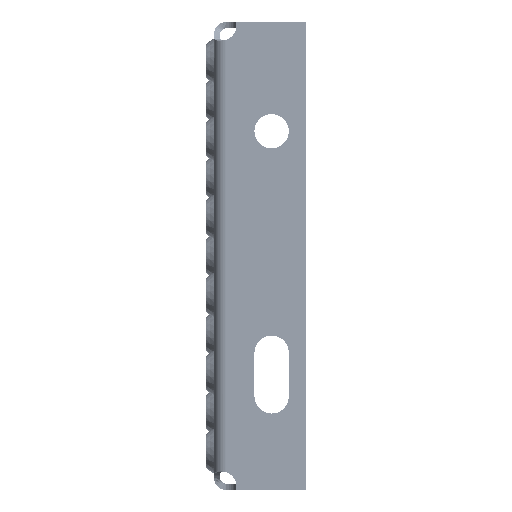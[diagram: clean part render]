
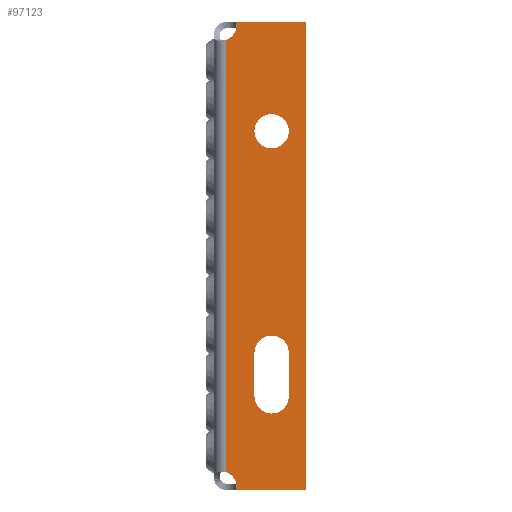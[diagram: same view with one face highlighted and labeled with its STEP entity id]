
A CAD part, left-side view. The second image highlights one B-rep face of the part: STEP entity #97123.
In plain terms, the highlighted planar face has unit normal (-1, 0, 0).
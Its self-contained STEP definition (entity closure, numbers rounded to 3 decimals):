
#382 = PLANE ( 'NONE',  #73298 ) ;
#940 = CARTESIAN_POINT ( 'NONE',  ( -300., -12.998, -74. ) ) ;
#1025 = ORIENTED_EDGE ( 'NONE', *, *, #63153, .T. ) ;
#1877 = CIRCLE ( 'NONE', #19547, 5.5 ) ;
#2333 = CIRCLE ( 'NONE', #21693, 5.5 ) ;
#3635 = VECTOR ( 'NONE', #65132, 1000. ) ;
#3830 = DIRECTION ( 'NONE',  ( 0., 0., 1. ) ) ;
#4817 = DIRECTION ( 'NONE',  ( -1., 0., 0. ) ) ;
#4983 = VERTEX_POINT ( 'NONE', #5498 ) ;
#5005 = EDGE_CURVE ( 'NONE', #12550, #4983, #18594, .T. ) ;
#5498 = CARTESIAN_POINT ( 'NONE',  ( -300., -7.187, -75. ) ) ;
#8030 = DIRECTION ( 'NONE',  ( 0., 0., 1. ) ) ;
#8106 = EDGE_CURVE ( 'NONE', #8296, #82926, #61324, .T. ) ;
#8296 = VERTEX_POINT ( 'NONE', #79682 ) ;
#8843 = CARTESIAN_POINT ( 'NONE',  ( -300., -29.498, 75. ) ) ;
#10881 = VERTEX_POINT ( 'NONE', #36446 ) ;
#11694 = CARTESIAN_POINT ( 'NONE',  ( -300., -29.498, -75. ) ) ;
#12518 = EDGE_LOOP ( 'NONE', ( #68531, #37682 ) ) ;
#12550 = VERTEX_POINT ( 'NONE', #88792 ) ;
#15036 = VECTOR ( 'NONE', #16241, 1000. ) ;
#16219 = ORIENTED_EDGE ( 'NONE', *, *, #28012, .F. ) ;
#16241 = DIRECTION ( 'NONE',  ( 0., 0., -1. ) ) ;
#16757 = CARTESIAN_POINT ( 'NONE',  ( -300., -18.498, 40. ) ) ;
#18594 = CIRCLE ( 'NONE', #95072, 5. ) ;
#19547 = AXIS2_PLACEMENT_3D ( 'NONE', #16757, #69983, #24423 ) ;
#19564 = CARTESIAN_POINT ( 'NONE',  ( -300., -7.187, -75. ) ) ;
#21693 = AXIS2_PLACEMENT_3D ( 'NONE', #71254, #25686, #78918 ) ;
#21829 = FACE_BOUND ( 'NONE', #55195, .T. ) ;
#24423 = DIRECTION ( 'NONE',  ( 0., -1., 0. ) ) ;
#25686 = DIRECTION ( 'NONE',  ( -1., 0., 0. ) ) ;
#25927 = LINE ( 'NONE', #49420, #64038 ) ;
#27827 = AXIS2_PLACEMENT_3D ( 'NONE', #31745, #85006, #39380 ) ;
#28012 = EDGE_CURVE ( 'NONE', #94909, #63535, #2333, .T. ) ;
#28905 = AXIS2_PLACEMENT_3D ( 'NONE', #50399, #4817, #58073 ) ;
#30507 = LINE ( 'NONE', #98480, #70975 ) ;
#30917 = VERTEX_POINT ( 'NONE', #79324 ) ;
#31745 = CARTESIAN_POINT ( 'NONE',  ( -300., -2.288, 74. ) ) ;
#31808 = DIRECTION ( 'NONE',  ( 0., 1., 0. ) ) ;
#33184 = DIRECTION ( 'NONE',  ( -1., 0., 0. ) ) ;
#36040 = ORIENTED_EDGE ( 'NONE', *, *, #5005, .T. ) ;
#36433 = DIRECTION ( 'NONE',  ( 1., 0., 0. ) ) ;
#36446 = CARTESIAN_POINT ( 'NONE',  ( -300., -23.998, -31. ) ) ;
#36546 = CARTESIAN_POINT ( 'NONE',  ( -300., -7.187, 75. ) ) ;
#37205 = ORIENTED_EDGE ( 'NONE', *, *, #41536, .T. ) ;
#37360 = EDGE_CURVE ( 'NONE', #4983, #37483, #41752, .T. ) ;
#37483 = VERTEX_POINT ( 'NONE', #74101 ) ;
#37682 = ORIENTED_EDGE ( 'NONE', *, *, #48532, .F. ) ;
#38310 = CARTESIAN_POINT ( 'NONE',  ( -300., -2.288, -74. ) ) ;
#39380 = DIRECTION ( 'NONE',  ( 0., 0., 1. ) ) ;
#39684 = CIRCLE ( 'NONE', #27827, 5. ) ;
#40354 = CIRCLE ( 'NONE', #28905, 5.5 ) ;
#40816 = EDGE_CURVE ( 'NONE', #12550, #83943, #30507, .T. ) ;
#41100 = VECTOR ( 'NONE', #31808, 1000. ) ;
#41536 = EDGE_CURVE ( 'NONE', #82926, #83943, #39684, .T. ) ;
#41752 = LINE ( 'NONE', #19564, #3635 ) ;
#43578 = VERTEX_POINT ( 'NONE', #56875 ) ;
#48532 = EDGE_CURVE ( 'NONE', #43578, #68802, #1877, .T. ) ;
#49420 = CARTESIAN_POINT ( 'NONE',  ( -300., -23.998, -74. ) ) ;
#50399 = CARTESIAN_POINT ( 'NONE',  ( -300., -18.498, 40. ) ) ;
#50847 = VECTOR ( 'NONE', #79907, 1000. ) ;
#51346 = ORIENTED_EDGE ( 'NONE', *, *, #40816, .F. ) ;
#51592 = ORIENTED_EDGE ( 'NONE', *, *, #81510, .F. ) ;
#53259 = DIRECTION ( 'NONE',  ( -1., 0., 0. ) ) ;
#55195 = EDGE_LOOP ( 'NONE', ( #51592, #57908, #16219, #74497 ) ) ;
#56875 = CARTESIAN_POINT ( 'NONE',  ( -300., -23.998, 40. ) ) ;
#57521 = FACE_OUTER_BOUND ( 'NONE', #80628, .T. ) ;
#57908 = ORIENTED_EDGE ( 'NONE', *, *, #62688, .F. ) ;
#58073 = DIRECTION ( 'NONE',  ( 0., -1., 0. ) ) ;
#61324 = LINE ( 'NONE', #8843, #41100 ) ;
#62688 = EDGE_CURVE ( 'NONE', #63535, #10881, #25927, .T. ) ;
#63153 = EDGE_CURVE ( 'NONE', #37483, #8296, #91400, .T. ) ;
#63535 = VERTEX_POINT ( 'NONE', #69835 ) ;
#64038 = VECTOR ( 'NONE', #3830, 1000. ) ;
#65132 = DIRECTION ( 'NONE',  ( 0., -1., 0. ) ) ;
#66012 = CARTESIAN_POINT ( 'NONE',  ( -300., -4., 69.302 ) ) ;
#68531 = ORIENTED_EDGE ( 'NONE', *, *, #74473, .F. ) ;
#68802 = VERTEX_POINT ( 'NONE', #93915 ) ;
#69835 = CARTESIAN_POINT ( 'NONE',  ( -300., -23.998, -45. ) ) ;
#69983 = DIRECTION ( 'NONE',  ( -1., 0., 0. ) ) ;
#70975 = VECTOR ( 'NONE', #98167, 1000. ) ;
#71254 = CARTESIAN_POINT ( 'NONE',  ( -300., -18.498, -45. ) ) ;
#73298 = AXIS2_PLACEMENT_3D ( 'NONE', #38310, #53259, #8030 ) ;
#74101 = CARTESIAN_POINT ( 'NONE',  ( -300., -29.498, -75. ) ) ;
#74473 = EDGE_CURVE ( 'NONE', #68802, #43578, #40354, .T. ) ;
#74497 = ORIENTED_EDGE ( 'NONE', *, *, #88452, .F. ) ;
#78735 = CARTESIAN_POINT ( 'NONE',  ( -300., -18.498, -31. ) ) ;
#78918 = DIRECTION ( 'NONE',  ( 0., -1., 0. ) ) ;
#79324 = CARTESIAN_POINT ( 'NONE',  ( -300., -12.998, -31. ) ) ;
#79682 = CARTESIAN_POINT ( 'NONE',  ( -300., -29.498, 75. ) ) ;
#79907 = DIRECTION ( 'NONE',  ( 0., 0., 1. ) ) ;
#80628 = EDGE_LOOP ( 'NONE', ( #51346, #36040, #98602, #1025, #90527, #37205 ) ) ;
#80847 = AXIS2_PLACEMENT_3D ( 'NONE', #78735, #33184, #86457 ) ;
#81510 = EDGE_CURVE ( 'NONE', #10881, #30917, #96225, .T. ) ;
#82027 = CARTESIAN_POINT ( 'NONE',  ( -300., -2.288, -74. ) ) ;
#82926 = VERTEX_POINT ( 'NONE', #36546 ) ;
#83902 = CARTESIAN_POINT ( 'NONE',  ( -300., -12.998, -45. ) ) ;
#83943 = VERTEX_POINT ( 'NONE', #66012 ) ;
#85006 = DIRECTION ( 'NONE',  ( 1., 0., 0. ) ) ;
#86457 = DIRECTION ( 'NONE',  ( 0., -1., 0. ) ) ;
#88452 = EDGE_CURVE ( 'NONE', #30917, #94909, #93655, .T. ) ;
#88792 = CARTESIAN_POINT ( 'NONE',  ( -300., -4., -69.302 ) ) ;
#89719 = DIRECTION ( 'NONE',  ( 0., 0., 1. ) ) ;
#90527 = ORIENTED_EDGE ( 'NONE', *, *, #8106, .T. ) ;
#91400 = LINE ( 'NONE', #11694, #50847 ) ;
#93655 = LINE ( 'NONE', #940, #15036 ) ;
#93915 = CARTESIAN_POINT ( 'NONE',  ( -300., -12.998, 40. ) ) ;
#94909 = VERTEX_POINT ( 'NONE', #83902 ) ;
#95072 = AXIS2_PLACEMENT_3D ( 'NONE', #82027, #36433, #89719 ) ;
#95669 = FACE_BOUND ( 'NONE', #12518, .T. ) ;
#96225 = CIRCLE ( 'NONE', #80847, 5.5 ) ;
#97123 = ADVANCED_FACE ( 'NONE', ( #21829, #95669, #57521 ), #382, .T. ) ;
#98167 = DIRECTION ( 'NONE',  ( 0., 0., 1. ) ) ;
#98480 = CARTESIAN_POINT ( 'NONE',  ( -300., -4., -74. ) ) ;
#98602 = ORIENTED_EDGE ( 'NONE', *, *, #37360, .T. ) ;
